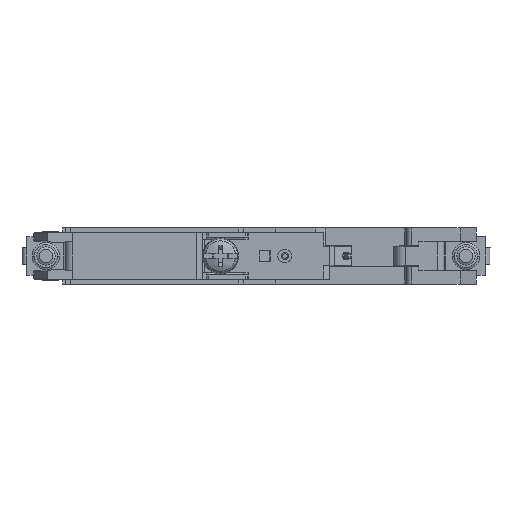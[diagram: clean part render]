
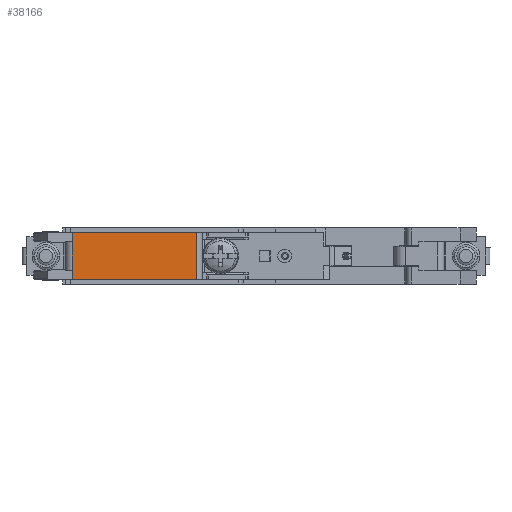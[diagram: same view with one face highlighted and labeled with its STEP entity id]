
A CAD part, front view. The second image highlights one B-rep face of the part: STEP entity #38166.
In plain terms, the highlighted planar face has unit normal (0, -1, 0).
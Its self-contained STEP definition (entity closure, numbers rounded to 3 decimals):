
#941 = VECTOR ( 'NONE', #37747, 1000. ) ;
#1289 = ORIENTED_EDGE ( 'NONE', *, *, #19210, .F. ) ;
#2316 = VECTOR ( 'NONE', #27667, 1000. ) ;
#2644 = VECTOR ( 'NONE', #27767, 1000. ) ;
#3881 = ORIENTED_EDGE ( 'NONE', *, *, #7086, .T. ) ;
#4080 = ORIENTED_EDGE ( 'NONE', *, *, #10129, .T. ) ;
#5503 = LINE ( 'NONE', #26633, #11211 ) ;
#6438 = LINE ( 'NONE', #13167, #12837 ) ;
#6527 = DIRECTION ( 'NONE',  ( -1., 0., 0. ) ) ;
#6590 = EDGE_CURVE ( 'NONE', #21183, #47309, #38459, .T. ) ;
#7086 = EDGE_CURVE ( 'NONE', #11270, #35310, #10235, .T. ) ;
#7160 = CARTESIAN_POINT ( 'NONE',  ( -39.7, -66.2, 5.1 ) ) ;
#8298 = CARTESIAN_POINT ( 'NONE',  ( -12.8, -66.2, -5.1 ) ) ;
#9132 = LINE ( 'NONE', #28726, #29562 ) ;
#10129 = EDGE_CURVE ( 'NONE', #35310, #19850, #5503, .T. ) ;
#10235 = LINE ( 'NONE', #51969, #2644 ) ;
#11011 = CARTESIAN_POINT ( 'NONE',  ( -39.6, -66.2, -3.1 ) ) ;
#11211 = VECTOR ( 'NONE', #46699, 1000. ) ;
#11270 = VERTEX_POINT ( 'NONE', #45836 ) ;
#11924 = ORIENTED_EDGE ( 'NONE', *, *, #6590, .F. ) ;
#12837 = VECTOR ( 'NONE', #41762, 1000. ) ;
#13127 = EDGE_CURVE ( 'NONE', #52423, #52528, #6438, .T. ) ;
#13167 = CARTESIAN_POINT ( 'NONE',  ( -12.8, -66.2, 3.1 ) ) ;
#14305 = EDGE_CURVE ( 'NONE', #24818, #52423, #45355, .T. ) ;
#14730 = PLANE ( 'NONE',  #36797 ) ;
#16258 = CARTESIAN_POINT ( 'NONE',  ( -12.8, -66.2, 5.1 ) ) ;
#16641 = CARTESIAN_POINT ( 'NONE',  ( -12.8, -66.2, -5.1 ) ) ;
#16878 = CARTESIAN_POINT ( 'NONE',  ( -39.7, -66.2, 3.1 ) ) ;
#19210 = EDGE_CURVE ( 'NONE', #24818, #21183, #9132, .T. ) ;
#19850 = VERTEX_POINT ( 'NONE', #42384 ) ;
#21183 = VERTEX_POINT ( 'NONE', #23297 ) ;
#23297 = CARTESIAN_POINT ( 'NONE',  ( -12.8, -66.2, 5.1 ) ) ;
#24818 = VERTEX_POINT ( 'NONE', #26758 ) ;
#24924 = EDGE_LOOP ( 'NONE', ( #42953, #36532, #33318, #3881, #4080, #45884, #11924, #1289 ) ) ;
#26633 = CARTESIAN_POINT ( 'NONE',  ( -39.6, -66.2, 5.1 ) ) ;
#26758 = CARTESIAN_POINT ( 'NONE',  ( -39.6, -66.2, 5.1 ) ) ;
#27667 = DIRECTION ( 'NONE',  ( 0., 0., -1. ) ) ;
#27767 = DIRECTION ( 'NONE',  ( 1., 0., 0. ) ) ;
#28726 = CARTESIAN_POINT ( 'NONE',  ( -12.8, -66.2, 5.1 ) ) ;
#29562 = VECTOR ( 'NONE', #45732, 1000. ) ;
#32262 = CARTESIAN_POINT ( 'NONE',  ( -39.6, -66.2, 3.1 ) ) ;
#33318 = ORIENTED_EDGE ( 'NONE', *, *, #37225, .T. ) ;
#33536 = LINE ( 'NONE', #16641, #941 ) ;
#35310 = VERTEX_POINT ( 'NONE', #11011 ) ;
#35549 = DIRECTION ( 'NONE',  ( 0., 0., -1. ) ) ;
#36472 = DIRECTION ( 'NONE',  ( 0., 0., -1. ) ) ;
#36532 = ORIENTED_EDGE ( 'NONE', *, *, #13127, .T. ) ;
#36797 = AXIS2_PLACEMENT_3D ( 'NONE', #43170, #46569, #6527 ) ;
#37225 = EDGE_CURVE ( 'NONE', #52528, #11270, #41257, .T. ) ;
#37324 = FACE_OUTER_BOUND ( 'NONE', #24924, .T. ) ;
#37747 = DIRECTION ( 'NONE',  ( 1., 0., 0. ) ) ;
#38166 = ADVANCED_FACE ( 'NONE', ( #37324 ), #14730, .F. ) ;
#38459 = LINE ( 'NONE', #16258, #41637 ) ;
#39309 = CARTESIAN_POINT ( 'NONE',  ( -39.6, -66.2, 5.1 ) ) ;
#41257 = LINE ( 'NONE', #7160, #2316 ) ;
#41637 = VECTOR ( 'NONE', #36472, 1000. ) ;
#41762 = DIRECTION ( 'NONE',  ( -1., 0., 0. ) ) ;
#42384 = CARTESIAN_POINT ( 'NONE',  ( -39.6, -66.2, -5.1 ) ) ;
#42953 = ORIENTED_EDGE ( 'NONE', *, *, #14305, .T. ) ;
#43170 = CARTESIAN_POINT ( 'NONE',  ( -12.8, -66.2, 5.1 ) ) ;
#44051 = VECTOR ( 'NONE', #35549, 1000. ) ;
#44307 = EDGE_CURVE ( 'NONE', #19850, #47309, #33536, .T. ) ;
#45355 = LINE ( 'NONE', #39309, #44051 ) ;
#45732 = DIRECTION ( 'NONE',  ( 1., 0., 0. ) ) ;
#45836 = CARTESIAN_POINT ( 'NONE',  ( -39.7, -66.2, -3.1 ) ) ;
#45884 = ORIENTED_EDGE ( 'NONE', *, *, #44307, .T. ) ;
#46569 = DIRECTION ( 'NONE',  ( 0., 1., 0. ) ) ;
#46699 = DIRECTION ( 'NONE',  ( 0., 0., -1. ) ) ;
#47309 = VERTEX_POINT ( 'NONE', #8298 ) ;
#51969 = CARTESIAN_POINT ( 'NONE',  ( -12.8, -66.2, -3.1 ) ) ;
#52423 = VERTEX_POINT ( 'NONE', #32262 ) ;
#52528 = VERTEX_POINT ( 'NONE', #16878 ) ;
